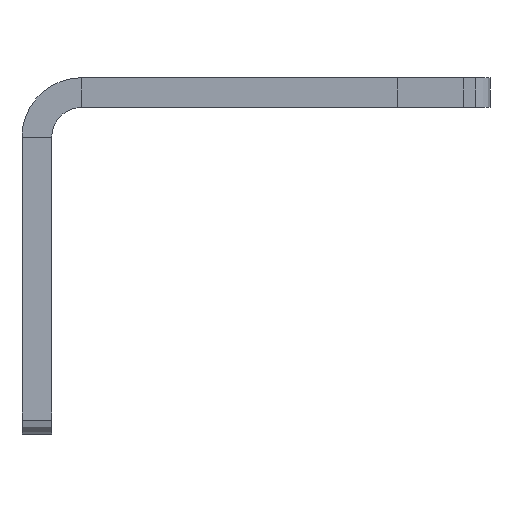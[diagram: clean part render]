
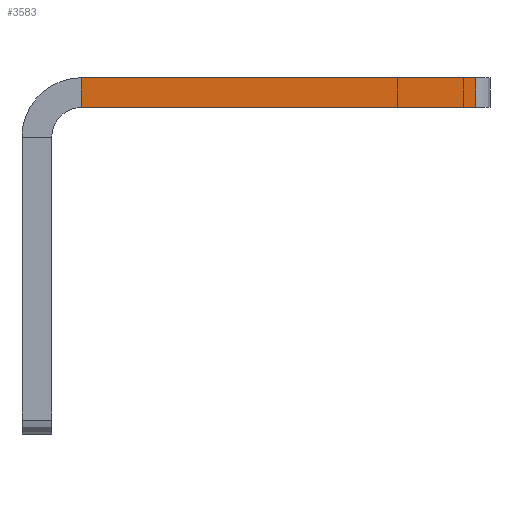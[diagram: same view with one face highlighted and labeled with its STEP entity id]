
A CAD part, front view. The second image highlights one B-rep face of the part: STEP entity #3583.
In plain terms, the highlighted planar face has unit normal (0, -1, 0).
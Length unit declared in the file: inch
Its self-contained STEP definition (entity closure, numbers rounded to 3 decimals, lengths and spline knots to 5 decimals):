
#97 = VECTOR ( 'NONE', #1655, 39.37008 ) ;
#144 = LINE ( 'NONE', #9495, #10594 ) ;
#548 = VERTEX_POINT ( 'NONE', #6058 ) ;
#612 = LINE ( 'NONE', #6614, #97 ) ;
#789 = DIRECTION ( 'NONE',  ( 0., 0., -1. ) ) ;
#859 = CARTESIAN_POINT ( 'NONE',  ( 0.25, -78.75, -0.125 ) ) ;
#867 = VECTOR ( 'NONE', #789, 39.37008 ) ;
#1134 = CARTESIAN_POINT ( 'NONE',  ( 0.25, -78.75, 0. ) ) ;
#1488 = EDGE_CURVE ( 'NONE', #4743, #8126, #10917, .T. ) ;
#1655 = DIRECTION ( 'NONE',  ( 0., 0., -1. ) ) ;
#2177 = PLANE ( 'NONE',  #2832 ) ;
#2213 = EDGE_CURVE ( 'NONE', #4999, #8126, #144, .T. ) ;
#2832 = AXIS2_PLACEMENT_3D ( 'NONE', #5585, #8935, #4761 ) ;
#3583 = ADVANCED_FACE ( 'NONE', ( #9770 ), #2177, .T. ) ;
#3763 = ORIENTED_EDGE ( 'NONE', *, *, #2213, .T. ) ;
#4158 = VECTOR ( 'NONE', #7074, 39.37008 ) ;
#4743 = VERTEX_POINT ( 'NONE', #6428 ) ;
#4761 = DIRECTION ( 'NONE',  ( 0., 0., -1. ) ) ;
#4999 = VERTEX_POINT ( 'NONE', #859 ) ;
#5585 = CARTESIAN_POINT ( 'NONE',  ( 1.10938, -78.75, -0.0625 ) ) ;
#5659 = ORIENTED_EDGE ( 'NONE', *, *, #1488, .F. ) ;
#6058 = CARTESIAN_POINT ( 'NONE',  ( 0.25, -78.75, 0. ) ) ;
#6428 = CARTESIAN_POINT ( 'NONE',  ( 1.90875, -78.75, 0. ) ) ;
#6516 = EDGE_CURVE ( 'NONE', #548, #4743, #8767, .T. ) ;
#6614 = CARTESIAN_POINT ( 'NONE',  ( 0.25, -78.75, -0.0625 ) ) ;
#7074 = DIRECTION ( 'NONE',  ( 1., 0., 0. ) ) ;
#7416 = ORIENTED_EDGE ( 'NONE', *, *, #6516, .F. ) ;
#7418 = ORIENTED_EDGE ( 'NONE', *, *, #9257, .T. ) ;
#8126 = VERTEX_POINT ( 'NONE', #8788 ) ;
#8380 = CARTESIAN_POINT ( 'NONE',  ( 1.90875, -78.75, -0.23034 ) ) ;
#8511 = EDGE_LOOP ( 'NONE', ( #3763, #5659, #7416, #7418 ) ) ;
#8767 = LINE ( 'NONE', #1134, #4158 ) ;
#8788 = CARTESIAN_POINT ( 'NONE',  ( 1.90875, -78.75, -0.125 ) ) ;
#8935 = DIRECTION ( 'NONE',  ( 0., -1., 0. ) ) ;
#9257 = EDGE_CURVE ( 'NONE', #548, #4999, #612, .T. ) ;
#9495 = CARTESIAN_POINT ( 'NONE',  ( 1.10938, -78.75, -0.125 ) ) ;
#9770 = FACE_OUTER_BOUND ( 'NONE', #8511, .T. ) ;
#10307 = DIRECTION ( 'NONE',  ( 1., 0., 0. ) ) ;
#10594 = VECTOR ( 'NONE', #10307, 39.37008 ) ;
#10917 = LINE ( 'NONE', #8380, #867 ) ;
